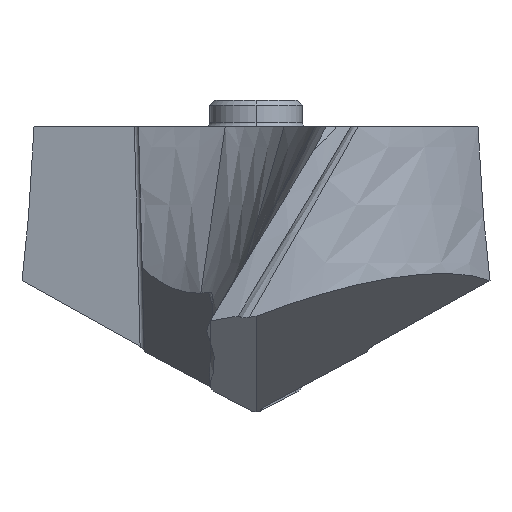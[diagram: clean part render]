
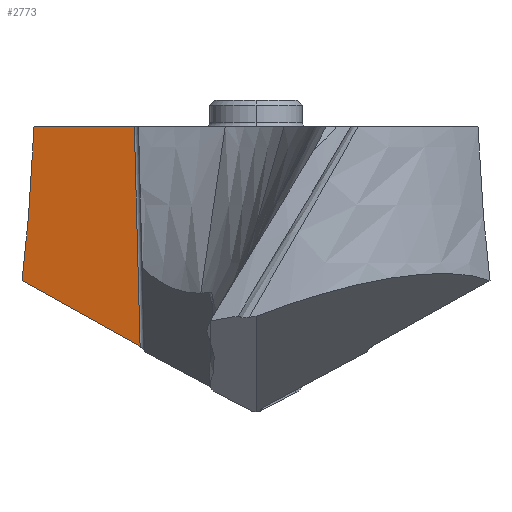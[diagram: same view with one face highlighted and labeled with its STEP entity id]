
A CAD part, left-side view. The second image highlights one B-rep face of the part: STEP entity #2773.
In plain terms, the highlighted planar face has unit normal (-0.925, 0.337, 0.174).
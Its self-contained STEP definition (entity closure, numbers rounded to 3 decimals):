
#82=DIRECTION('',(-0.379,-0.808,-0.451));
#83=VECTOR('',#82,4.719);
#84=CARTESIAN_POINT('',(3.573,7.556,-4.971));
#85=LINE('',#84,#83);
#666=DIRECTION('',(0.342,0.94,0.));
#667=VECTOR('',#666,3.447);
#668=CARTESIAN_POINT('',(3.186,3.929,
0.));
#669=LINE('',#668,#667);
#879=CARTESIAN_POINT('',(3.186,3.929,0.));
#895=DIRECTION('',(0.193,0.026,0.981));
#896=VECTOR('',#895,7.238);
#897=CARTESIAN_POINT('',(1.786,3.743,-7.099));
#898=LINE('',#897,#896);
#899=CARTESIAN_POINT('',(4.365,7.168,0.));
#900=CARTESIAN_POINT('',(4.3,7.187,-0.384));
#901=CARTESIAN_POINT('',(4.178,7.225,-1.108));
#902=CARTESIAN_POINT('',(4.02,7.284,-2.059));
#903=CARTESIAN_POINT('',(3.887,7.345,-2.887));
#904=CARTESIAN_POINT('',(3.771,7.409,-3.631));
#905=CARTESIAN_POINT('',(3.667,7.479,-4.321));
#906=CARTESIAN_POINT('',(3.604,7.53,-4.759));
#907=CARTESIAN_POINT('',(3.573,7.556,-4.971));
#909=CARTESIAN_POINT('',(3.573,7.556,-4.971));
#1061=VERTEX_POINT('',#909);
#1062=CARTESIAN_POINT('',(1.786,3.743,-7.099));
#1063=VERTEX_POINT('',#1062);
#1137=VERTEX_POINT('',#879);
#1138=CARTESIAN_POINT('',(4.365,7.168,0.));
#1139=VERTEX_POINT('',#1138);
#2761=CARTESIAN_POINT('',(-0.406,3.324,
-17.971));
#2762=DIRECTION('',(0.925,-0.337,-0.174));
#2763=DIRECTION('',(0.326,0.941,-0.089));
#2764=AXIS2_PLACEMENT_3D('',#2761,#2762,#2763);
#2765=PLANE('',#2764);
#2766=ORIENTED_EDGE('',*,*,#2318,.F.);
#2767=ORIENTED_EDGE('',*,*,#2749,.F.);
#2768=ORIENTED_EDGE('',*,*,#1230,.F.);
#2770=ORIENTED_EDGE('',*,*,#2769,.F.);
#2771=EDGE_LOOP('',(#2766,#2767,#2768,#2770));
#2772=FACE_OUTER_BOUND('',#2771,.F.);
#908=B_SPLINE_CURVE_WITH_KNOTS('',3,(#899,#900,#901,#902,#903,#904,#905,#906,
#907),.UNSPECIFIED.,.F.,.F.,(4,1,1,1,1,1,4),(0.,0.167,
0.333,0.5,0.667,0.833,1.),
.UNSPECIFIED.);
#1230=EDGE_CURVE('',#1061,#1063,#85,.T.);
#2318=EDGE_CURVE('',#1137,#1139,#669,.T.);
#2749=EDGE_CURVE('',#1063,#1137,#898,.T.);
#2769=EDGE_CURVE('',#1139,#1061,#908,.T.);
#2773=ADVANCED_FACE('',(#2772),#2765,.F.);
